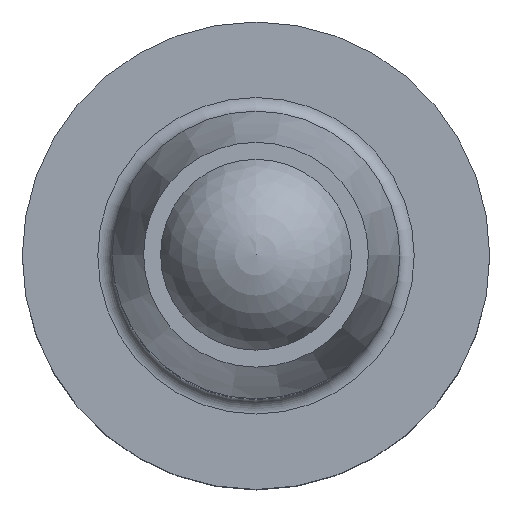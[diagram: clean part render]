
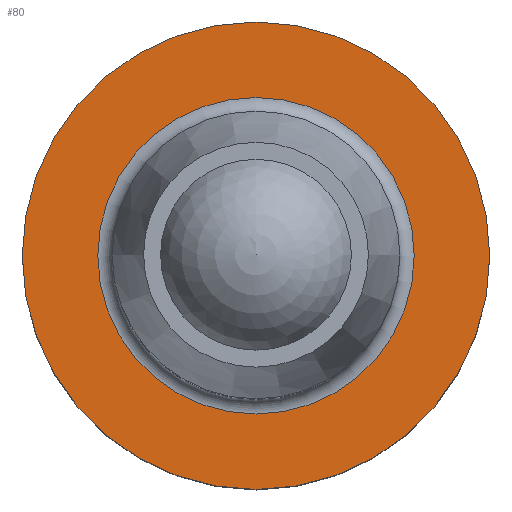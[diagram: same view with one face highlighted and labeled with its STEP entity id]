
A CAD part, top view. The second image highlights one B-rep face of the part: STEP entity #80.
In plain terms, the highlighted planar face has unit normal (0, 0, 1).
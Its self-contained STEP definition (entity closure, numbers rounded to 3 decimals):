
#80 = ADVANCED_FACE( '', ( #104, #105 ), #106, .F. );
#104 = FACE_BOUND( '', #144, .T. );
#105 = FACE_OUTER_BOUND( '', #145, .T. );
#106 = PLANE( '', #146 );
#144 = EDGE_LOOP( '', ( #210 ) );
#145 = EDGE_LOOP( '', ( #211 ) );
#146 = AXIS2_PLACEMENT_3D( '', #212, #213, #214 );
#210 = ORIENTED_EDGE( '', *, *, #280, .T. );
#211 = ORIENTED_EDGE( '', *, *, #290, .F. );
#212 = CARTESIAN_POINT( '', ( 0., 0., 0. ) );
#213 = DIRECTION( '', ( 0., 0., -1. ) );
#214 = DIRECTION( '', ( -1., 0., 0. ) );
#280 = EDGE_CURVE( '', #314, #314, #315, .T. );
#290 = EDGE_CURVE( '', #331, #331, #332, .T. );
#314 = VERTEX_POINT( '', #366 );
#315 = CIRCLE( '', #367, 4.4 );
#331 = VERTEX_POINT( '', #392 );
#332 = CIRCLE( '', #393, 6.5 );
#366 = CARTESIAN_POINT( '', ( -4.4, 0., 0. ) );
#367 = AXIS2_PLACEMENT_3D( '', #420, #421, #422 );
#392 = CARTESIAN_POINT( '', ( 6.5, 0., 0. ) );
#393 = AXIS2_PLACEMENT_3D( '', #432, #433, #434 );
#420 = CARTESIAN_POINT( '', ( 0., 0., 0. ) );
#421 = DIRECTION( '', ( 0., 0., -1. ) );
#422 = DIRECTION( '', ( -1., 0., 0. ) );
#432 = CARTESIAN_POINT( '', ( 0., 0., 0. ) );
#433 = DIRECTION( '', ( 0., 0., -1. ) );
#434 = DIRECTION( '', ( 1., 0., 0. ) );
